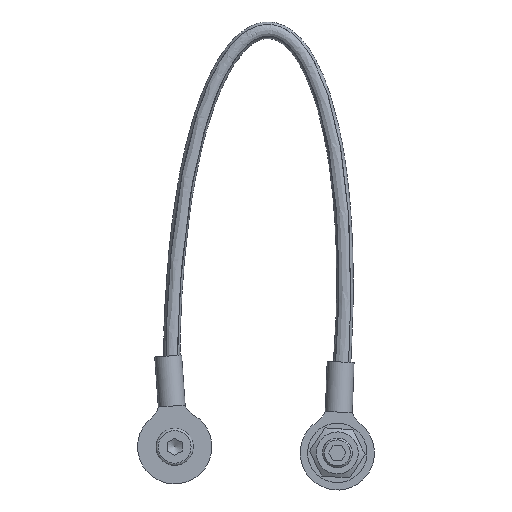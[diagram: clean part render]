
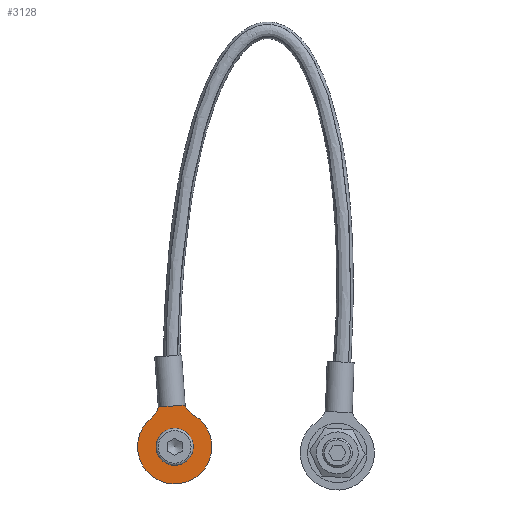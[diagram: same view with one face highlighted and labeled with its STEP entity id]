
A CAD part, left-side view. The second image highlights one B-rep face of the part: STEP entity #3128.
In plain terms, the highlighted face is planar.
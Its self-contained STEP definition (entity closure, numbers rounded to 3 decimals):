
#329=FACE_BOUND('',#831,.T.);
#458=CIRCLE('',#3716,3.2);
#459=CIRCLE('',#3718,10.);
#461=CIRCLE('',#3721,5.8);
#463=CIRCLE('',#3724,5.8);
#642=FACE_OUTER_BOUND('',#830,.T.);
#830=EDGE_LOOP('',(#2754,#2755,#2756,#2757,#2758,#2759));
#831=EDGE_LOOP('',(#2760));
#1048=LINE('',#6601,#1268);
#1054=LINE('',#6623,#1274);
#1055=LINE('',#6626,#1275);
#1268=VECTOR('',#4497,10.);
#1274=VECTOR('',#4523,10.);
#1275=VECTOR('',#4526,10.);
#1532=VERTEX_POINT('',#6599);
#1533=VERTEX_POINT('',#6600);
#1539=VERTEX_POINT('',#6621);
#1540=VERTEX_POINT('',#6625);
#1543=VERTEX_POINT('',#6633);
#1544=VERTEX_POINT('',#6637);
#1545=VERTEX_POINT('',#6638);
#1933=EDGE_CURVE('',#1532,#1533,#1048,.T.);
#1945=EDGE_CURVE('',#1539,#1532,#1054,.T.);
#1946=EDGE_CURVE('',#1533,#1540,#1055,.T.);
#1951=EDGE_CURVE('',#1543,#1543,#458,.T.);
#1952=EDGE_CURVE('',#1544,#1545,#459,.T.);
#1956=EDGE_CURVE('',#1545,#1539,#461,.T.);
#1958=EDGE_CURVE('',#1540,#1544,#463,.T.);
#2754=ORIENTED_EDGE('',*,*,#1952,.F.);
#2755=ORIENTED_EDGE('',*,*,#1958,.F.);
#2756=ORIENTED_EDGE('',*,*,#1946,.F.);
#2757=ORIENTED_EDGE('',*,*,#1933,.F.);
#2758=ORIENTED_EDGE('',*,*,#1945,.F.);
#2759=ORIENTED_EDGE('',*,*,#1956,.F.);
#2760=ORIENTED_EDGE('',*,*,#1951,.T.);
#2967=PLANE('',#3727);
#3128=ADVANCED_FACE('',(#642,#329),#2967,.T.);
#3716=AXIS2_PLACEMENT_3D('',#6635,#4534,#4535);
#3718=AXIS2_PLACEMENT_3D('',#6639,#4538,#4539);
#3721=AXIS2_PLACEMENT_3D('',#6646,#4546,#4547);
#3724=AXIS2_PLACEMENT_3D('',#6649,#4552,#4553);
#3727=AXIS2_PLACEMENT_3D('',#6652,#4558,#4559);
#4497=DIRECTION('',(-1.,0.,0.));
#4523=DIRECTION('',(-1.,0.,0.));
#4526=DIRECTION('',(-1.,0.,0.));
#4534=DIRECTION('center_axis',(0.,0.,-1.));
#4535=DIRECTION('ref_axis',(-1.,0.,0.));
#4538=DIRECTION('center_axis',(0.,0.,-1.));
#4539=DIRECTION('ref_axis',(0.576,-0.818,0.));
#4546=DIRECTION('center_axis',(0.,0.,1.));
#4547=DIRECTION('ref_axis',(0.576,-0.818,0.));
#4552=DIRECTION('center_axis',(0.,0.,1.));
#4553=DIRECTION('ref_axis',(-0.944,-0.331,0.));
#4558=DIRECTION('center_axis',(0.,0.,1.));
#4559=DIRECTION('ref_axis',(1.,0.,0.));
#6599=CARTESIAN_POINT('',(0.425,-11.,3.2));
#6600=CARTESIAN_POINT('',(-0.425,-11.,3.2));
#6601=CARTESIAN_POINT('',(-3.625,-11.,3.2));
#6621=CARTESIAN_POINT('',(3.625,-11.,3.2));
#6623=CARTESIAN_POINT('',(-3.625,-11.,3.2));
#6625=CARTESIAN_POINT('',(-3.625,-11.,3.2));
#6626=CARTESIAN_POINT('',(-3.625,-11.,3.2));
#6633=CARTESIAN_POINT('',(3.2,0.,3.2));
#6635=CARTESIAN_POINT('Origin',(0.,0.,3.2));
#6637=CARTESIAN_POINT('',(-5.759,-8.175,3.2));
#6638=CARTESIAN_POINT('',(5.759,-8.175,3.2));
#6639=CARTESIAN_POINT('Origin',(0.,0.,3.2));
#6646=CARTESIAN_POINT('Origin',(9.099,-12.917,3.2));
#6649=CARTESIAN_POINT('Origin',(-9.099,-12.917,3.2));
#6652=CARTESIAN_POINT('Origin',(-0.242,-0.986,3.2));
